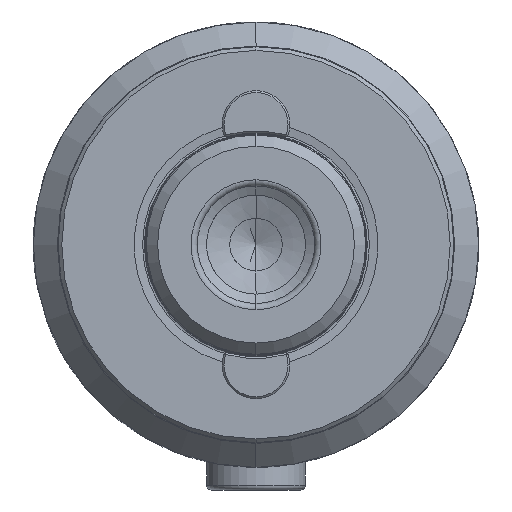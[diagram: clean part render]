
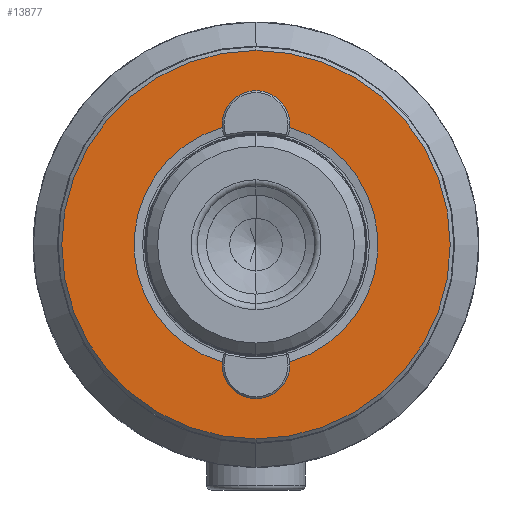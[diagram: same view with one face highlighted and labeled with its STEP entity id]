
A CAD part, left-side view. The second image highlights one B-rep face of the part: STEP entity #13877.
In plain terms, the highlighted planar face has unit normal (-1, 0, 0).
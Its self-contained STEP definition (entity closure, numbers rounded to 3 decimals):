
#256 = ORIENTED_EDGE ( 'NONE', *, *, #24567, .F. ) ;
#333 = AXIS2_PLACEMENT_3D ( 'NONE', #12617, #34804, #15602 ) ;
#553 = EDGE_LOOP ( 'NONE', ( #12431, #31213, #6171, #25343, #27368, #256 ) ) ;
#701 = VERTEX_POINT ( 'NONE', #24049 ) ;
#753 = DIRECTION ( 'NONE',  ( -1., 0., 0. ) ) ;
#977 = DIRECTION ( 'NONE',  ( 0., 0., 1. ) ) ;
#1074 = EDGE_CURVE ( 'NONE', #5798, #4770, #22643, .T. ) ;
#1646 = PLANE ( 'NONE',  #8227 ) ;
#2019 = VERTEX_POINT ( 'NONE', #20430 ) ;
#2496 = DIRECTION ( 'NONE',  ( -1., 0., 0. ) ) ;
#2762 = AXIS2_PLACEMENT_3D ( 'NONE', #9528, #17352, #14852 ) ;
#4105 = CIRCLE ( 'NONE', #33348, 3. ) ;
#4703 = CIRCLE ( 'NONE', #13781, 19.715 ) ;
#4770 = VERTEX_POINT ( 'NONE', #5199 ) ;
#4906 = DIRECTION ( 'NONE',  ( -1., 0., 0. ) ) ;
#5199 = CARTESIAN_POINT ( 'NONE',  ( -96., 0., 31.4 ) ) ;
#5417 = EDGE_CURVE ( 'NONE', #701, #27068, #4105, .T. ) ;
#5784 = CIRCLE ( 'NONE', #7420, 19.715 ) ;
#5798 = VERTEX_POINT ( 'NONE', #8282 ) ;
#6171 = ORIENTED_EDGE ( 'NONE', *, *, #22332, .F. ) ;
#6458 = VERTEX_POINT ( 'NONE', #34453 ) ;
#6478 = CARTESIAN_POINT ( 'NONE',  ( -96., 0., -24.5 ) ) ;
#6946 = DIRECTION ( 'NONE',  ( 0., 0., 1. ) ) ;
#7251 = AXIS2_PLACEMENT_3D ( 'NONE', #34241, #23302, #977 ) ;
#7420 = AXIS2_PLACEMENT_3D ( 'NONE', #8796, #753, #22843 ) ;
#8227 = AXIS2_PLACEMENT_3D ( 'NONE', #12845, #9946, #21069 ) ;
#8282 = CARTESIAN_POINT ( 'NONE',  ( -96., 0., -31.4 ) ) ;
#8761 = CIRCLE ( 'NONE', #333, 3. ) ;
#8796 = CARTESIAN_POINT ( 'NONE',  ( -96., 0., 0. ) ) ;
#9528 = CARTESIAN_POINT ( 'NONE',  ( -96., 0., 0. ) ) ;
#9946 = DIRECTION ( 'NONE',  ( 1., 0., 0. ) ) ;
#10668 = ORIENTED_EDGE ( 'NONE', *, *, #20231, .T. ) ;
#11170 = CARTESIAN_POINT ( 'NONE',  ( -96., 0., 0. ) ) ;
#12431 = ORIENTED_EDGE ( 'NONE', *, *, #14149, .F. ) ;
#12617 = CARTESIAN_POINT ( 'NONE',  ( -96., 0., -21.5 ) ) ;
#12845 = CARTESIAN_POINT ( 'NONE',  ( -96., -19.715, 0. ) ) ;
#13781 = AXIS2_PLACEMENT_3D ( 'NONE', #19132, #2496, #16452 ) ;
#13877 = ADVANCED_FACE ( 'NONE', ( #26464, #22563 ), #1646, .F. ) ;
#14149 = EDGE_CURVE ( 'NONE', #27068, #24677, #4703, .T. ) ;
#14852 = DIRECTION ( 'NONE',  ( 0., 0., 1. ) ) ;
#15404 = CARTESIAN_POINT ( 'NONE',  ( -96., 0., -21.5 ) ) ;
#15602 = DIRECTION ( 'NONE',  ( 0., 0., 1. ) ) ;
#16452 = DIRECTION ( 'NONE',  ( 0., 0., 1. ) ) ;
#17352 = DIRECTION ( 'NONE',  ( -1., 0., 0. ) ) ;
#19022 = EDGE_CURVE ( 'NONE', #2019, #6458, #5784, .T. ) ;
#19132 = CARTESIAN_POINT ( 'NONE',  ( -96., 0., 0. ) ) ;
#20231 = EDGE_CURVE ( 'NONE', #4770, #5798, #27612, .T. ) ;
#20430 = CARTESIAN_POINT ( 'NONE',  ( -96., -2.305, -19.58 ) ) ;
#20682 = AXIS2_PLACEMENT_3D ( 'NONE', #11170, #30304, #29566 ) ;
#20870 = CARTESIAN_POINT ( 'NONE',  ( -96., 2.305, 19.58 ) ) ;
#21069 = DIRECTION ( 'NONE',  ( 0., 0., -1. ) ) ;
#21655 = DIRECTION ( 'NONE',  ( 0., 0., 1. ) ) ;
#22092 = ORIENTED_EDGE ( 'NONE', *, *, #1074, .T. ) ;
#22332 = EDGE_CURVE ( 'NONE', #6458, #701, #34492, .T. ) ;
#22563 = FACE_BOUND ( 'NONE', #553, .T. ) ;
#22643 = CIRCLE ( 'NONE', #20682, 31.4 ) ;
#22843 = DIRECTION ( 'NONE',  ( 0., 0., 1. ) ) ;
#23302 = DIRECTION ( 'NONE',  ( -1., 0., 0. ) ) ;
#24049 = CARTESIAN_POINT ( 'NONE',  ( -96., 0., 24.5 ) ) ;
#24236 = CARTESIAN_POINT ( 'NONE',  ( -96., 0., 21.5 ) ) ;
#24567 = EDGE_CURVE ( 'NONE', #24677, #35364, #8761, .T. ) ;
#24611 = CARTESIAN_POINT ( 'NONE',  ( -96., 2.305, -19.58 ) ) ;
#24677 = VERTEX_POINT ( 'NONE', #24611 ) ;
#25343 = ORIENTED_EDGE ( 'NONE', *, *, #19022, .F. ) ;
#26464 = FACE_OUTER_BOUND ( 'NONE', #30009, .T. ) ;
#27068 = VERTEX_POINT ( 'NONE', #20870 ) ;
#27368 = ORIENTED_EDGE ( 'NONE', *, *, #30566, .F. ) ;
#27612 = CIRCLE ( 'NONE', #2762, 31.4 ) ;
#27691 = AXIS2_PLACEMENT_3D ( 'NONE', #15404, #34844, #6946 ) ;
#28508 = CIRCLE ( 'NONE', #27691, 3. ) ;
#29566 = DIRECTION ( 'NONE',  ( 0., 0., 1. ) ) ;
#30009 = EDGE_LOOP ( 'NONE', ( #22092, #10668 ) ) ;
#30304 = DIRECTION ( 'NONE',  ( -1., 0., 0. ) ) ;
#30566 = EDGE_CURVE ( 'NONE', #35364, #2019, #28508, .T. ) ;
#31213 = ORIENTED_EDGE ( 'NONE', *, *, #5417, .F. ) ;
#33348 = AXIS2_PLACEMENT_3D ( 'NONE', #24236, #4906, #21655 ) ;
#34241 = CARTESIAN_POINT ( 'NONE',  ( -96., 0., 21.5 ) ) ;
#34453 = CARTESIAN_POINT ( 'NONE',  ( -96., -2.305, 19.58 ) ) ;
#34492 = CIRCLE ( 'NONE', #7251, 3. ) ;
#34804 = DIRECTION ( 'NONE',  ( -1., 0., 0. ) ) ;
#34844 = DIRECTION ( 'NONE',  ( -1., 0., 0. ) ) ;
#35364 = VERTEX_POINT ( 'NONE', #6478 ) ;
